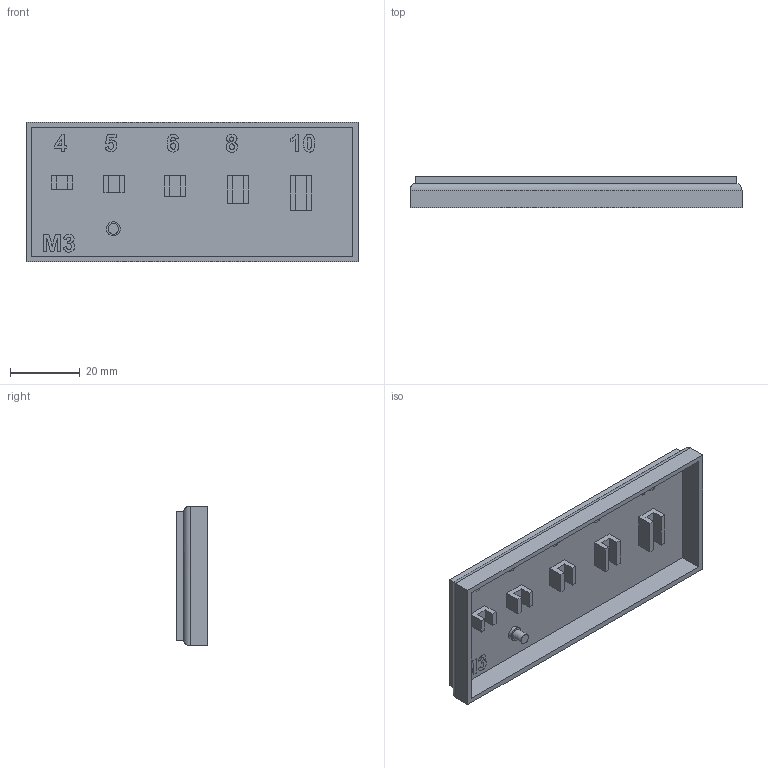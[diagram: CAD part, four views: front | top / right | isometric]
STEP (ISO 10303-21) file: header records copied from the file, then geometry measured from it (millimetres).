
FILE_DESCRIPTION(/* description */ ('','CAx-IF Rec.Pracs.---Representation and Presentation of Product Manufacturing Information (PMI)---4.0---2014-10-13'),/* implementation_level */ '2;1');
FILE_NAME(/* name */ 'M3 Reference Caliper From 4 v11.step',/* time_stamp */ '2025-02-07T21:44:38+01:00',/* author */ (''),/* organization */ (''),/* preprocessor_version */ 'ST-DEVELOPER v20',/* originating_system */ 'Autodesk Translation Framework v13.20.0.188',/* authorisation */ '');
FILE_SCHEMA (('AP242_MANAGED_MODEL_BASED_3D_ENGINEERING_MIM_LF { 1 0 10303 442 1 1 4 }'));
Length unit declared in the file: millimetre
Products named in the file (1): M3 Reference Caliper From 4
Bounding box: 95 x 9 x 40 mm (x, y, z)
Volume: 11671.2 mm3; surface area: 12491.4 mm2
Topology: 9 solids, 9 shells, 417 faces, 1130 edges, 752 vertices
Faces by surface type: bspline 234, plane 177, cylinder 6
Full cylindrical faces by diameter (mm): 3 x1, 4 x1
Entity records: 15249 total; most frequent: CARTESIAN_POINT 6304, ORIENTED_EDGE 2260, EDGE_CURVE 1130, DIRECTION 1038, VERTEX_POINT 752, LINE 650, VECTOR 650, B_SPLINE_CURVE_WITH_KNOTS 470
